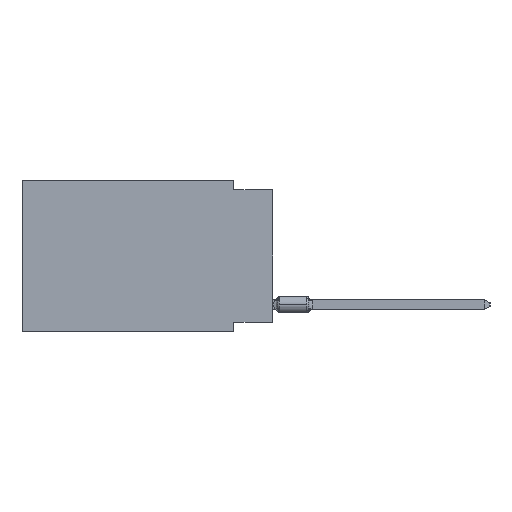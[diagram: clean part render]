
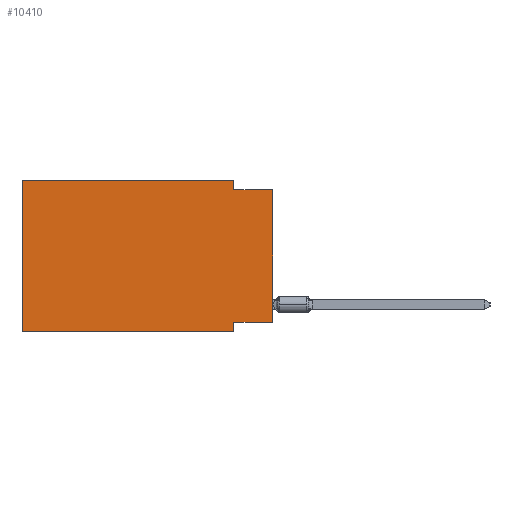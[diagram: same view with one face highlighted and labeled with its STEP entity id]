
A CAD part, left-side view. The second image highlights one B-rep face of the part: STEP entity #10410.
In plain terms, the highlighted planar face has unit normal (-1, 0, 0).
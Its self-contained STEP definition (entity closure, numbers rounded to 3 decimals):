
#951 = DIRECTION ( 'NONE',  ( 0., 1., 0. ) ) ;
#1051 = VECTOR ( 'NONE', #31873, 1000. ) ;
#1481 = VERTEX_POINT ( 'NONE', #4798 ) ;
#3135 = CARTESIAN_POINT ( 'NONE',  ( 0., 2.54, 0. ) ) ;
#3549 = CARTESIAN_POINT ( 'NONE',  ( 0., 0., -0.635 ) ) ;
#4273 = DIRECTION ( 'NONE',  ( 0., 0., 1. ) ) ;
#4619 = DIRECTION ( 'NONE',  ( 0., 0., -1. ) ) ;
#4798 = CARTESIAN_POINT ( 'NONE',  ( 0., 2.54, 0. ) ) ;
#6044 = CARTESIAN_POINT ( 'NONE',  ( 0., 16.383, -9.906 ) ) ;
#9241 = CARTESIAN_POINT ( 'NONE',  ( 0., 2.54, -9.906 ) ) ;
#10410 = ADVANCED_FACE ( 'NONE', ( #45605 ), #40332, .F. ) ;
#12325 = EDGE_CURVE ( 'NONE', #1481, #68009, #43384, .T. ) ;
#12717 = CARTESIAN_POINT ( 'NONE',  ( 0., 2.54, -9.271 ) ) ;
#14808 = LINE ( 'NONE', #56551, #38354 ) ;
#15956 = LINE ( 'NONE', #43822, #20714 ) ;
#16950 = LINE ( 'NONE', #6044, #62534 ) ;
#17504 = CARTESIAN_POINT ( 'NONE',  ( 0., 0., -9.271 ) ) ;
#17883 = LINE ( 'NONE', #17504, #36447 ) ;
#18167 = EDGE_CURVE ( 'NONE', #69168, #21510, #14808, .T. ) ;
#19397 = EDGE_CURVE ( 'NONE', #68009, #21510, #27227, .T. ) ;
#20286 = VECTOR ( 'NONE', #49803, 1000. ) ;
#20714 = VECTOR ( 'NONE', #66796, 1000. ) ;
#21510 = VERTEX_POINT ( 'NONE', #65745 ) ;
#23325 = DIRECTION ( 'NONE',  ( 0., -1., 0. ) ) ;
#25523 = VERTEX_POINT ( 'NONE', #9241 ) ;
#25605 = EDGE_CURVE ( 'NONE', #70437, #52368, #25781, .T. ) ;
#25781 = LINE ( 'NONE', #48738, #69135 ) ;
#27227 = LINE ( 'NONE', #3549, #20286 ) ;
#28669 = CARTESIAN_POINT ( 'NONE',  ( 0., 16.383, 0. ) ) ;
#28974 = ORIENTED_EDGE ( 'NONE', *, *, #43236, .T. ) ;
#30791 = CARTESIAN_POINT ( 'NONE',  ( 0., 16.383, 0. ) ) ;
#31496 = LINE ( 'NONE', #37892, #1051 ) ;
#31873 = DIRECTION ( 'NONE',  ( 0., -1., 0. ) ) ;
#33566 = DIRECTION ( 'NONE',  ( 1., 0., 0. ) ) ;
#36447 = VECTOR ( 'NONE', #951, 1000. ) ;
#37004 = DIRECTION ( 'NONE',  ( 0., 0., -1. ) ) ;
#37892 = CARTESIAN_POINT ( 'NONE',  ( 0., 16.383, 0. ) ) ;
#38354 = VECTOR ( 'NONE', #4273, 1000. ) ;
#39598 = ORIENTED_EDGE ( 'NONE', *, *, #19397, .F. ) ;
#40324 = CARTESIAN_POINT ( 'NONE',  ( 0., 2.54, -0.635 ) ) ;
#40332 = PLANE ( 'NONE',  #48554 ) ;
#43236 = EDGE_CURVE ( 'NONE', #70437, #25523, #16950, .T. ) ;
#43384 = LINE ( 'NONE', #3135, #58163 ) ;
#43822 = CARTESIAN_POINT ( 'NONE',  ( 0., 2.54, -9.906 ) ) ;
#44966 = VERTEX_POINT ( 'NONE', #12717 ) ;
#45605 = FACE_OUTER_BOUND ( 'NONE', #69534, .T. ) ;
#46561 = ORIENTED_EDGE ( 'NONE', *, *, #72781, .F. ) ;
#48554 = AXIS2_PLACEMENT_3D ( 'NONE', #28669, #33566, #4619 ) ;
#48738 = CARTESIAN_POINT ( 'NONE',  ( 0., 16.383, 0. ) ) ;
#49164 = CARTESIAN_POINT ( 'NONE',  ( 0., 16.383, -9.906 ) ) ;
#49769 = ORIENTED_EDGE ( 'NONE', *, *, #53352, .F. ) ;
#49803 = DIRECTION ( 'NONE',  ( 0., -1., 0. ) ) ;
#50799 = ORIENTED_EDGE ( 'NONE', *, *, #64881, .F. ) ;
#52368 = VERTEX_POINT ( 'NONE', #30791 ) ;
#53352 = EDGE_CURVE ( 'NONE', #69168, #44966, #17883, .T. ) ;
#56551 = CARTESIAN_POINT ( 'NONE',  ( 0., 0., 0. ) ) ;
#58163 = VECTOR ( 'NONE', #37004, 1000. ) ;
#62534 = VECTOR ( 'NONE', #23325, 1000. ) ;
#62939 = CARTESIAN_POINT ( 'NONE',  ( 0., 0., -9.271 ) ) ;
#63141 = ORIENTED_EDGE ( 'NONE', *, *, #25605, .F. ) ;
#64881 = EDGE_CURVE ( 'NONE', #44966, #25523, #15956, .T. ) ;
#65745 = CARTESIAN_POINT ( 'NONE',  ( 0., 0., -0.635 ) ) ;
#66796 = DIRECTION ( 'NONE',  ( 0., 0., -1. ) ) ;
#67179 = ORIENTED_EDGE ( 'NONE', *, *, #12325, .F. ) ;
#68009 = VERTEX_POINT ( 'NONE', #40324 ) ;
#68505 = ORIENTED_EDGE ( 'NONE', *, *, #18167, .T. ) ;
#69135 = VECTOR ( 'NONE', #71715, 1000. ) ;
#69168 = VERTEX_POINT ( 'NONE', #62939 ) ;
#69534 = EDGE_LOOP ( 'NONE', ( #68505, #39598, #67179, #46561, #63141, #28974, #50799, #49769 ) ) ;
#70437 = VERTEX_POINT ( 'NONE', #49164 ) ;
#71715 = DIRECTION ( 'NONE',  ( 0., 0., 1. ) ) ;
#72781 = EDGE_CURVE ( 'NONE', #52368, #1481, #31496, .T. ) ;
